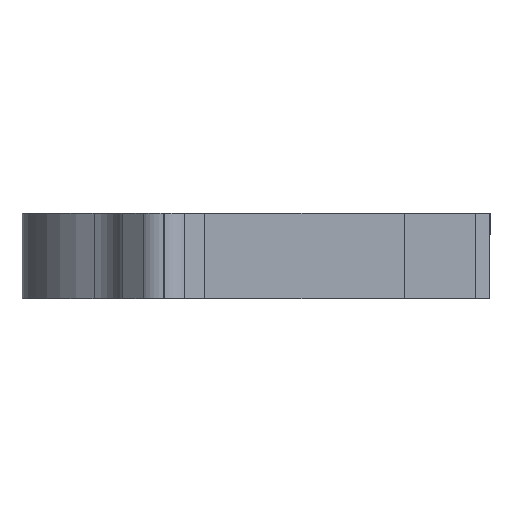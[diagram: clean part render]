
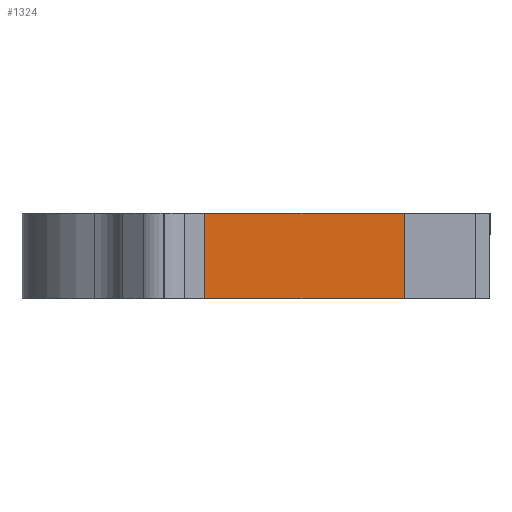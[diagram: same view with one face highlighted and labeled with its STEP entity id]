
A CAD part, front view. The second image highlights one B-rep face of the part: STEP entity #1324.
In plain terms, the highlighted planar face has unit normal (0, -1, 0).
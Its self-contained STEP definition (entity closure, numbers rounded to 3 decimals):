
#22 = LINE ( 'NONE', #610, #830 ) ;
#73 = VERTEX_POINT ( 'NONE', #151 ) ;
#151 = CARTESIAN_POINT ( 'NONE',  ( 0., -9.25, -1.5 ) ) ;
#170 = LINE ( 'NONE', #1143, #657 ) ;
#204 = VERTEX_POINT ( 'NONE', #847 ) ;
#218 = DIRECTION ( 'NONE',  ( 1., 0., 0. ) ) ;
#340 = LINE ( 'NONE', #669, #840 ) ;
#350 = CARTESIAN_POINT ( 'NONE',  ( -7., -9.25, 10.966 ) ) ;
#419 = CARTESIAN_POINT ( 'NONE',  ( 0., -9.25, 1.5 ) ) ;
#513 = DIRECTION ( 'NONE',  ( -1., 0., 0. ) ) ;
#563 = VERTEX_POINT ( 'NONE', #946 ) ;
#579 = EDGE_CURVE ( 'NONE', #1314, #73, #340, .T. ) ;
#610 = CARTESIAN_POINT ( 'NONE',  ( 0., -9.25, 1.5 ) ) ;
#630 = CARTESIAN_POINT ( 'NONE',  ( -7., -9.25, -1.5 ) ) ;
#631 = EDGE_CURVE ( 'NONE', #563, #1314, #807, .T. ) ;
#640 = EDGE_LOOP ( 'NONE', ( #1232, #1145, #656, #823 ) ) ;
#656 = ORIENTED_EDGE ( 'NONE', *, *, #579, .T. ) ;
#657 = VECTOR ( 'NONE', #896, 1000. ) ;
#663 = AXIS2_PLACEMENT_3D ( 'NONE', #419, #1377, #513 ) ;
#669 = CARTESIAN_POINT ( 'NONE',  ( 0., -9.25, -1.5 ) ) ;
#768 = VECTOR ( 'NONE', #1186, 1000. ) ;
#807 = LINE ( 'NONE', #350, #768 ) ;
#823 = ORIENTED_EDGE ( 'NONE', *, *, #1251, .F. ) ;
#830 = VECTOR ( 'NONE', #1080, 1000. ) ;
#840 = VECTOR ( 'NONE', #218, 1000. ) ;
#847 = CARTESIAN_POINT ( 'NONE',  ( 0., -9.25, 1.5 ) ) ;
#896 = DIRECTION ( 'NONE',  ( 1., 0., 0. ) ) ;
#946 = CARTESIAN_POINT ( 'NONE',  ( -7., -9.25, 1.5 ) ) ;
#1023 = EDGE_CURVE ( 'NONE', #563, #204, #170, .T. ) ;
#1056 = PLANE ( 'NONE',  #663 ) ;
#1080 = DIRECTION ( 'NONE',  ( 0., 0., -1. ) ) ;
#1143 = CARTESIAN_POINT ( 'NONE',  ( 0., -9.25, 1.5 ) ) ;
#1145 = ORIENTED_EDGE ( 'NONE', *, *, #631, .T. ) ;
#1186 = DIRECTION ( 'NONE',  ( 0., 0., -1. ) ) ;
#1232 = ORIENTED_EDGE ( 'NONE', *, *, #1023, .F. ) ;
#1251 = EDGE_CURVE ( 'NONE', #204, #73, #22, .T. ) ;
#1295 = FACE_OUTER_BOUND ( 'NONE', #640, .T. ) ;
#1314 = VERTEX_POINT ( 'NONE', #630 ) ;
#1324 = ADVANCED_FACE ( 'NONE', ( #1295 ), #1056, .F. ) ;
#1377 = DIRECTION ( 'NONE',  ( 0., 1., 0. ) ) ;
